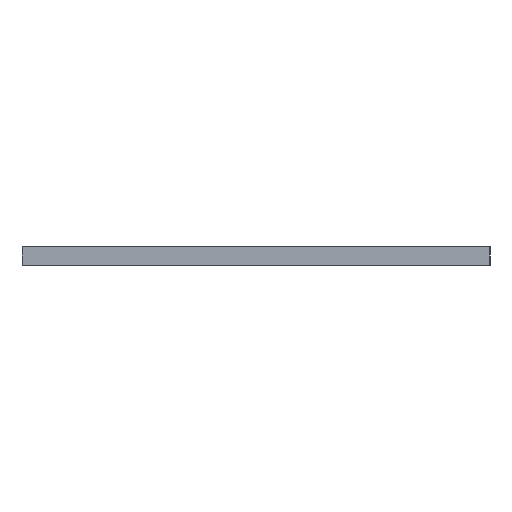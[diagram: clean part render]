
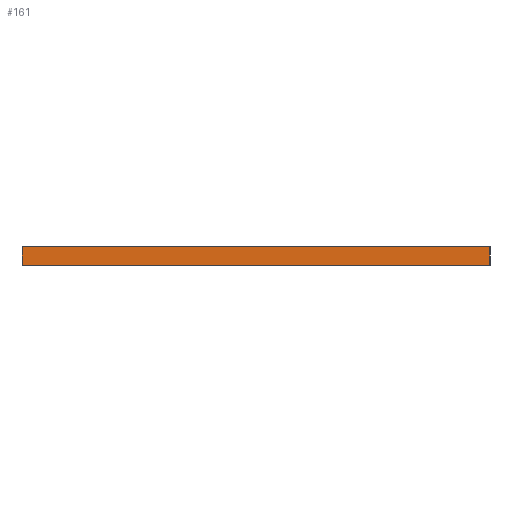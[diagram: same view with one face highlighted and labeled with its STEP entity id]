
A CAD part, left-side view. The second image highlights one B-rep face of the part: STEP entity #161.
In plain terms, the highlighted planar face has unit normal (-1, 0, 0).
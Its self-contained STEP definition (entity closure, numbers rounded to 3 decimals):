
#105 = VERTEX_POINT('',#106);
#106 = CARTESIAN_POINT('',(125.,-85.,-1.6));
#112 = EDGE_CURVE('',#113,#105,#115,.T.);
#113 = VERTEX_POINT('',#114);
#114 = CARTESIAN_POINT('',(125.,-85.,0.));
#115 = LINE('',#116,#117);
#116 = CARTESIAN_POINT('',(125.,-85.,0.));
#117 = VECTOR('',#118,1.);
#118 = DIRECTION('',(0.,0.,-1.));
#161 = ADVANCED_FACE('',(#162),#187,.T.);
#162 = FACE_BOUND('',#163,.T.);
#163 = EDGE_LOOP('',(#164,#165,#173,#181));
#164 = ORIENTED_EDGE('',*,*,#112,.T.);
#165 = ORIENTED_EDGE('',*,*,#166,.T.);
#166 = EDGE_CURVE('',#105,#167,#169,.T.);
#167 = VERTEX_POINT('',#168);
#168 = CARTESIAN_POINT('',(125.,-125.,-1.6));
#169 = LINE('',#170,#171);
#170 = CARTESIAN_POINT('',(125.,-85.,-1.6));
#171 = VECTOR('',#172,1.);
#172 = DIRECTION('',(0.,-1.,0.));
#173 = ORIENTED_EDGE('',*,*,#174,.F.);
#174 = EDGE_CURVE('',#175,#167,#177,.T.);
#175 = VERTEX_POINT('',#176);
#176 = CARTESIAN_POINT('',(125.,-125.,0.));
#177 = LINE('',#178,#179);
#178 = CARTESIAN_POINT('',(125.,-125.,0.));
#179 = VECTOR('',#180,1.);
#180 = DIRECTION('',(0.,0.,-1.));
#181 = ORIENTED_EDGE('',*,*,#182,.F.);
#182 = EDGE_CURVE('',#113,#175,#183,.T.);
#183 = LINE('',#184,#185);
#184 = CARTESIAN_POINT('',(125.,-85.,0.));
#185 = VECTOR('',#186,1.);
#186 = DIRECTION('',(0.,-1.,0.));
#187 = PLANE('',#188);
#188 = AXIS2_PLACEMENT_3D('',#189,#190,#191);
#189 = CARTESIAN_POINT('',(125.,-85.,0.));
#190 = DIRECTION('',(-1.,-0.,-0.));
#191 = DIRECTION('',(0.,-1.,0.));
